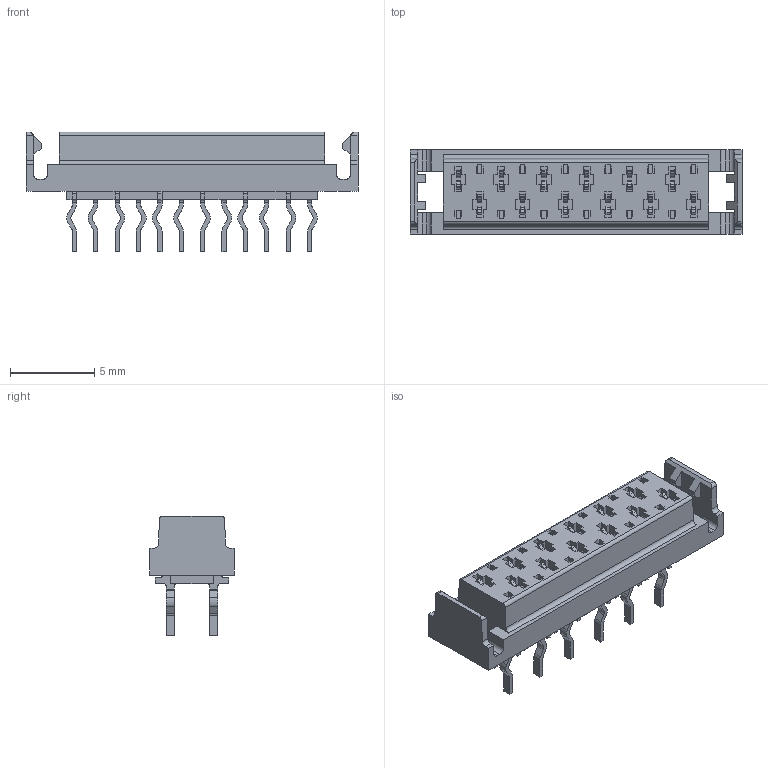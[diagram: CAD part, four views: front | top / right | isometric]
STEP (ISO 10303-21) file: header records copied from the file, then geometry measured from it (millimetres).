
FILE_DESCRIPTION((''),'2;1');
FILE_NAME('C-1-338068-2','2017-03-10T',('workeradm'),('Tyco Electronics Ltd.'),'CREO PARAMETRIC BY PTC INC, 2016050','CREO PARAMETRIC BY PTC INC, 2016050','');
FILE_SCHEMA(('AUTOMOTIVE_DESIGN { 1 0 10303 214 1 1 1 1 }'));
Length unit declared in the file: millimetre
Products named in the file (1): C-1-338068-2
Bounding box: 19.71 x 5 x 7.1 mm (x, y, z)
Volume: 281.7 mm3; surface area: 580.6 mm2
Topology: 1 solids, 1 shells, 923 faces, 2598 edges, 1724 vertices
Faces by surface type: plane 719, cylinder 204
Entity records: 29731 total; most frequent: CARTESIAN_POINT 5274, ORIENTED_EDGE 5196, DIRECTION 4848, EDGE_CURVE 2598, VECTOR 2186, LINE 2186, VERTEX_POINT 1724, AXIS2_PLACEMENT_3D 1331
